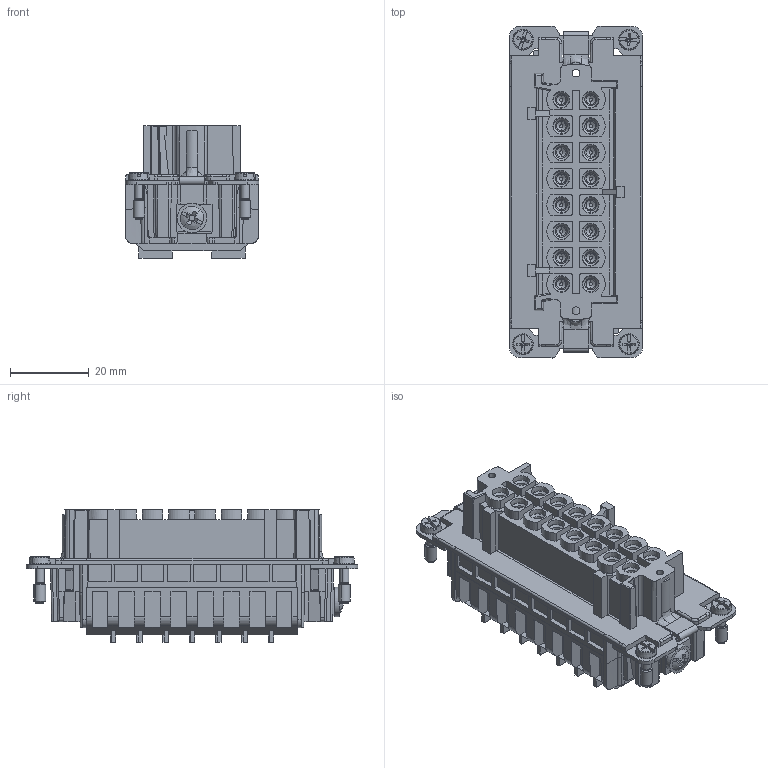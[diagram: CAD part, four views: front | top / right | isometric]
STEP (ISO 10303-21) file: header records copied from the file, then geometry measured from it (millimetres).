
FILE_DESCRIPTION(('CATIA V5 STEP Exchange','CAx-IF Rec.Pracs.--- Model Styling and Organization---1.5--- 2016-08-15','CAx-IF Rec.Pracs.---Supplemental Geometry---1.0---2011-11-01','CAx-IF Rec.Pracs.--- Composite Materials ---1.1---2010-07-15'),'2;1');
FILE_NAME ('1968685-3_0', '2025-04-28T08:38:40+00:00', ('none'), ('Weidmueller'), 'CATIA Version 5-6 Release 2022 SP4 HF5', 'CATIA V5 STEP AP214 v3', 'none');
FILE_SCHEMA(('AUTOMOTIVE_DESIGN { 1 0 10303 214 1 1 1 1 }'));
Products named in the file (1): 3001240000
Bounding box: 34 x 84.5 x 33.75 mm (x, y, z)
Volume: 46545.5 mm3; surface area: 26832.8 mm2
Topology: 1 solids, 49 shells, 2369 faces, 6683 edges, 4471 vertices
Faces by surface type: plane 1553, cylinder 442, cone 278, torus 36, bspline 26, extrusion 18, revolution 8, sphere 8
Entity records: 72801 total; most frequent: CARTESIAN_POINT 17671, ORIENTED_EDGE 13322, DIRECTION 8202, EDGE_CURVE 6661, VECTOR 4822, LINE 4804, VERTEX_POINT 4471, EDGE_LOOP 2520
